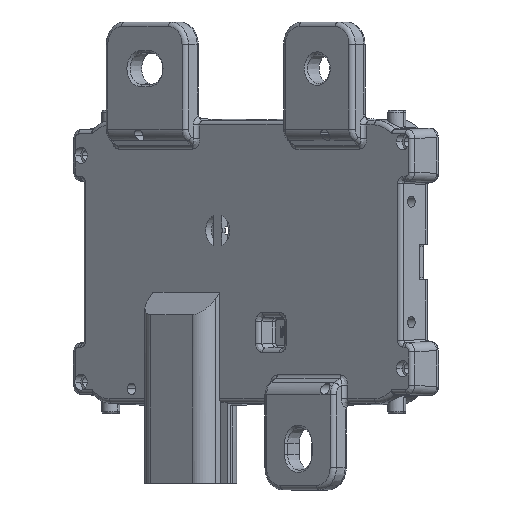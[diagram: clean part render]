
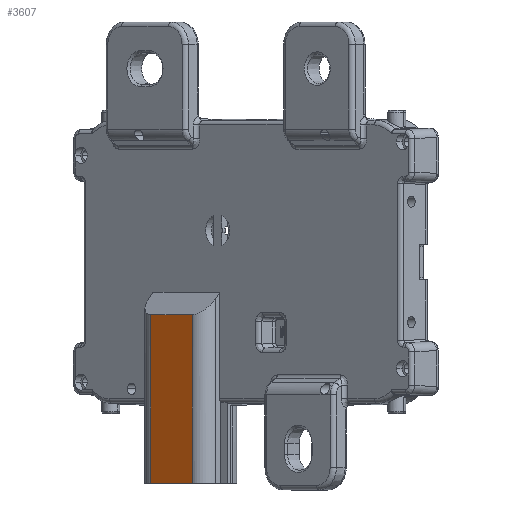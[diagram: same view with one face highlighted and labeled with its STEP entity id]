
A CAD part, left-side view. The second image highlights one B-rep face of the part: STEP entity #3607.
In plain terms, the highlighted planar face has unit normal (-0.766, 0.643, 0).
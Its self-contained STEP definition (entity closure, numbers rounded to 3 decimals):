
#1370=PLANE('',#13300);
#2017=LINE('',#22408,#2896);
#2072=LINE('',#22755,#2951);
#2073=LINE('',#22761,#2952);
#2074=LINE('',#22763,#2953);
#2896=VECTOR('',#15675,1.);
#2951=VECTOR('',#15862,1.);
#2952=VECTOR('',#15869,1.);
#2953=VECTOR('',#15872,1.);
#3607=ADVANCED_FACE('',(#4413),#1370,.T.);
#4413=FACE_OUTER_BOUND('',#5154,.T.);
#5154=EDGE_LOOP('',(#8030,#8031,#8032,#8033));
#8030=ORIENTED_EDGE('',*,*,#11789,.F.);
#8031=ORIENTED_EDGE('',*,*,#11699,.F.);
#8032=ORIENTED_EDGE('',*,*,#11785,.T.);
#8033=ORIENTED_EDGE('',*,*,#11788,.T.);
#10301=VERTEX_POINT('',#22407);
#10302=VERTEX_POINT('',#22409);
#10347=VERTEX_POINT('',#22756);
#10348=VERTEX_POINT('',#22760);
#11699=EDGE_CURVE('',#10301,#10302,#2017,.T.);
#11785=EDGE_CURVE('',#10301,#10347,#2072,.T.);
#11788=EDGE_CURVE('',#10347,#10348,#2073,.T.);
#11789=EDGE_CURVE('',#10302,#10348,#2074,.T.);
#13300=AXIS2_PLACEMENT_3D('',#22764,#15873,#15874);
#15675=DIRECTION('',(0.643,0.766,0.));
#15862=DIRECTION('',(0.,0.,1.));
#15869=DIRECTION('',(0.643,0.766,0.));
#15872=DIRECTION('',(0.,0.,1.));
#15873=DIRECTION('',(-0.766,0.643,0.));
#15874=DIRECTION('',(-0.643,-0.766,0.));
#22407=CARTESIAN_POINT('',(3529.874,-685.923,355.834));
#22408=CARTESIAN_POINT('',(3529.874,-685.923,355.834));
#22409=CARTESIAN_POINT('',(3537.587,-676.731,355.834));
#22755=CARTESIAN_POINT('',(3529.874,-685.923,355.834));
#22756=CARTESIAN_POINT('',(3529.874,-685.923,393.334));
#22760=CARTESIAN_POINT('',(3537.587,-676.731,393.334));
#22761=CARTESIAN_POINT('',(3529.874,-685.923,393.334));
#22763=CARTESIAN_POINT('',(3537.587,-676.731,355.834));
#22764=CARTESIAN_POINT('',(3527.495,-688.758,398.334));
